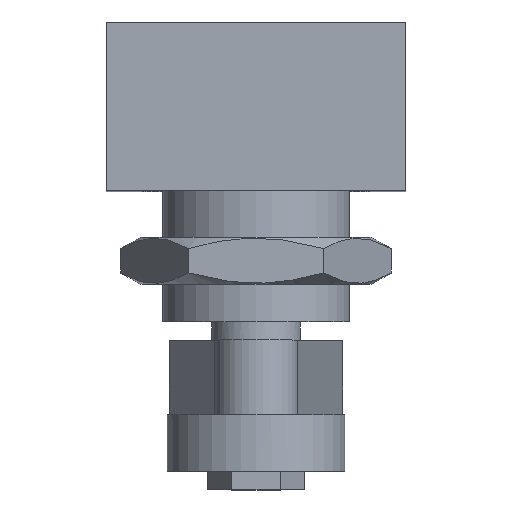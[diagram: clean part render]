
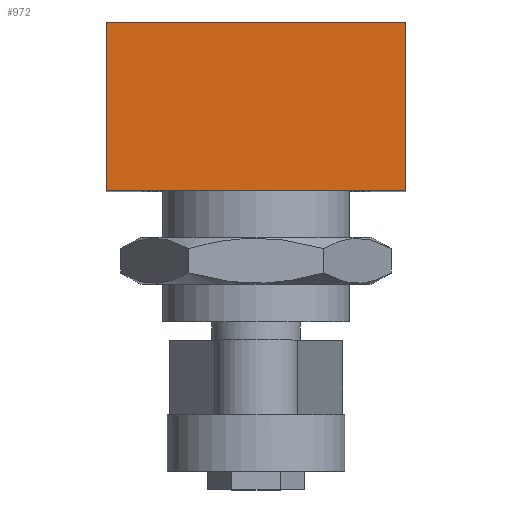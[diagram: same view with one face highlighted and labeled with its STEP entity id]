
A CAD part, top view. The second image highlights one B-rep face of the part: STEP entity #972.
In plain terms, the highlighted planar face has unit normal (0, 0, 1).
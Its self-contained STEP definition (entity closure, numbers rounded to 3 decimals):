
#839=CARTESIAN_POINT('',(15.99,8.99,53.));
#840=VERTEX_POINT('',#839);
#841=CARTESIAN_POINT('',(15.99,-8.99,53.));
#842=VERTEX_POINT('',#841);
#843=CARTESIAN_POINT('',(15.99,8.99,53.));
#844=DIRECTION('',(0.0,-1.0,0.0));
#845=VECTOR('',#844,17.98);
#846=LINE('',#843,#845);
#847=EDGE_CURVE('',#840,#842,#846,.T.);
#879=CARTESIAN_POINT('',(-15.99,-8.99,53.));
#880=VERTEX_POINT('',#879);
#881=CARTESIAN_POINT('',(15.99,-8.99,53.));
#882=DIRECTION('',(-1.0,0.0,0.0));
#883=VECTOR('',#882,31.98);
#884=LINE('',#881,#883);
#885=EDGE_CURVE('',#842,#880,#884,.T.);
#913=CARTESIAN_POINT('',(-15.99,8.99,53.));
#914=VERTEX_POINT('',#913);
#915=CARTESIAN_POINT('',(-15.99,-8.99,53.));
#916=DIRECTION('',(0.0,1.0,0.0));
#917=VECTOR('',#916,17.98);
#918=LINE('',#915,#917);
#919=EDGE_CURVE('',#880,#914,#918,.T.);
#944=CARTESIAN_POINT('',(-15.99,8.99,53.));
#945=DIRECTION('',(1.0,0.0,0.0));
#946=VECTOR('',#945,31.98);
#947=LINE('',#944,#946);
#948=EDGE_CURVE('',#914,#840,#947,.T.);
#961=CARTESIAN_POINT('',(0.,0.,53.));
#962=DIRECTION('',(0.0,0.0,1.0));
#963=DIRECTION('',(1.0,0.0,0.0));
#964=AXIS2_PLACEMENT_3D('',#961,#962,#963);
#965=PLANE('',#964);
#966=ORIENTED_EDGE('',*,*,#847,.F.);
#967=ORIENTED_EDGE('',*,*,#948,.F.);
#968=ORIENTED_EDGE('',*,*,#919,.F.);
#969=ORIENTED_EDGE('',*,*,#885,.F.);
#970=EDGE_LOOP('',(#966,#967,#968,#969));
#971=FACE_OUTER_BOUND('',#970,.T.);
#972=ADVANCED_FACE('',(#971),#965,.T.);
